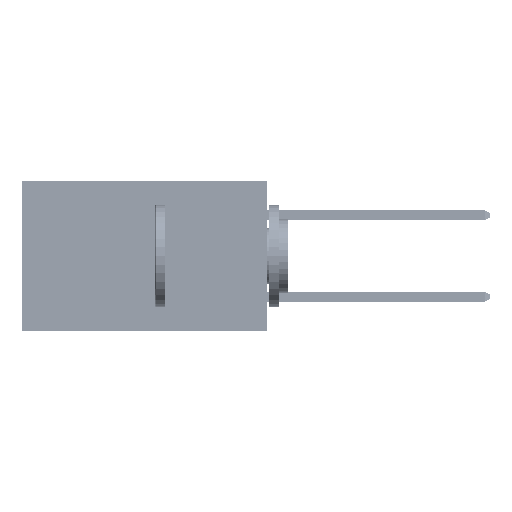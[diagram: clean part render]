
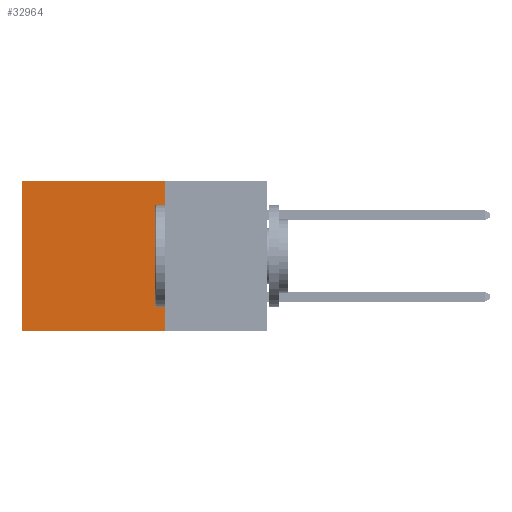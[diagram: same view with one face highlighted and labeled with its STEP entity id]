
A CAD part, left-side view. The second image highlights one B-rep face of the part: STEP entity #32964.
In plain terms, the highlighted planar face has unit normal (-1, 0, 0).
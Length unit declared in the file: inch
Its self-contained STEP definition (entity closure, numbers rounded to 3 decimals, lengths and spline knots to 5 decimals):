
#136 = ORIENTED_EDGE ( 'NONE', *, *, #5795, .T. ) ;
#3002 = FACE_OUTER_BOUND ( 'NONE', #17795, .T. ) ;
#3106 = CARTESIAN_POINT ( 'NONE',  ( 0.2875, 0.25, -0.37 ) ) ;
#3690 = VECTOR ( 'NONE', #38552, 39.37008 ) ;
#5795 = EDGE_CURVE ( 'NONE', #42598, #48114, #7618, .T. ) ;
#5908 = EDGE_CURVE ( 'NONE', #40676, #15927, #16140, .T. ) ;
#7282 = DIRECTION ( 'NONE',  ( 0., 1., 0. ) ) ;
#7618 = LINE ( 'NONE', #46132, #28242 ) ;
#9357 = CARTESIAN_POINT ( 'NONE',  ( 0.2875, 0.25, -0.37 ) ) ;
#9823 = EDGE_CURVE ( 'NONE', #48114, #15927, #48113, .T. ) ;
#10560 = CARTESIAN_POINT ( 'NONE',  ( 0.2875, 0.6, 0. ) ) ;
#15927 = VERTEX_POINT ( 'NONE', #48291 ) ;
#16140 = LINE ( 'NONE', #3106, #25493 ) ;
#17795 = EDGE_LOOP ( 'NONE', ( #39000, #48806, #40597, #136 ) ) ;
#19388 = CARTESIAN_POINT ( 'NONE',  ( 0.2875, 0.6, 0. ) ) ;
#22123 = CARTESIAN_POINT ( 'NONE',  ( 0.2875, 0.25, 0. ) ) ;
#25493 = VECTOR ( 'NONE', #7282, 39.37008 ) ;
#25964 = CARTESIAN_POINT ( 'NONE',  ( 0.2875, 0.25, 0. ) ) ;
#27410 = DIRECTION ( 'NONE',  ( 0., 0., -1. ) ) ;
#28242 = VECTOR ( 'NONE', #45961, 39.37008 ) ;
#30002 = DIRECTION ( 'NONE',  ( 0., 0., -1. ) ) ;
#32591 = AXIS2_PLACEMENT_3D ( 'NONE', #35472, #48065, #27410 ) ;
#32964 = ADVANCED_FACE ( 'NONE', ( #3002 ), #51765, .F. ) ;
#35472 = CARTESIAN_POINT ( 'NONE',  ( 0.2875, 0.25, 0. ) ) ;
#38371 = LINE ( 'NONE', #25964, #45871 ) ;
#38552 = DIRECTION ( 'NONE',  ( 0., 0., -1. ) ) ;
#39000 = ORIENTED_EDGE ( 'NONE', *, *, #9823, .T. ) ;
#40597 = ORIENTED_EDGE ( 'NONE', *, *, #42743, .F. ) ;
#40676 = VERTEX_POINT ( 'NONE', #9357 ) ;
#42598 = VERTEX_POINT ( 'NONE', #22123 ) ;
#42743 = EDGE_CURVE ( 'NONE', #42598, #40676, #38371, .T. ) ;
#45871 = VECTOR ( 'NONE', #30002, 39.37008 ) ;
#45961 = DIRECTION ( 'NONE',  ( 0., 1., 0. ) ) ;
#46132 = CARTESIAN_POINT ( 'NONE',  ( 0.2875, 0.25, 0. ) ) ;
#48065 = DIRECTION ( 'NONE',  ( 1., 0., 0. ) ) ;
#48113 = LINE ( 'NONE', #10560, #3690 ) ;
#48114 = VERTEX_POINT ( 'NONE', #19388 ) ;
#48291 = CARTESIAN_POINT ( 'NONE',  ( 0.2875, 0.6, -0.37 ) ) ;
#48806 = ORIENTED_EDGE ( 'NONE', *, *, #5908, .F. ) ;
#51765 = PLANE ( 'NONE',  #32591 ) ;
